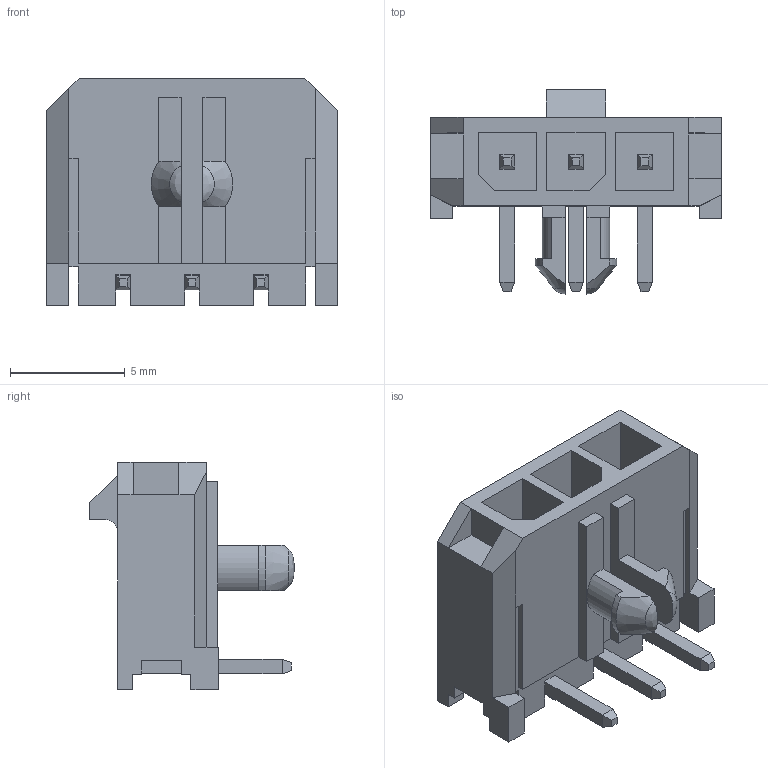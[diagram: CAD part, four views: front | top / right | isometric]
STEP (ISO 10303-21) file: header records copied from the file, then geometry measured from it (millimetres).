
FILE_DESCRIPTION(/* description */ ('','CAx-IF Rec.Pracs.---Representation and Presentation of Product Manufacturing Information (PMI)---4.0---2014-10-13'),/* implementation_level */ '2;1');
FILE_NAME(/* name */ 'MOLEX-MICROFIT-RA-3POS-0436500300.step',/* time_stamp */ '2025-02-21T17:55:50-06:00',/* author */ (''),/* organization */ (''),/* preprocessor_version */ 'ST-DEVELOPER v20',/* originating_system */ 'Autodesk Translation Framework v13.20.0.188',/* authorisation */ '');
FILE_SCHEMA (('AP242_MANAGED_MODEL_BASED_3D_ENGINEERING_MIM_LF { 1 0 10303 442 1 1 4 }'));
Length unit declared in the file: millimetre
Products named in the file (1): 436500300
Bounding box: 12.65 x 8.9 x 9.9 mm (x, y, z)
Volume: 334 mm3; surface area: 801.9 mm2
Topology: 2 solids, 2 shells, 235 faces, 612 edges, 388 vertices
Faces by surface type: plane 226, cylinder 5, cone 2, bspline 2
Entity records: 7066 total; most frequent: CARTESIAN_POINT 1315, ORIENTED_EDGE 1224, DIRECTION 1084, EDGE_CURVE 612, LINE 588, VECTOR 588, VERTEX_POINT 388, AXIS2_PLACEMENT_3D 248
